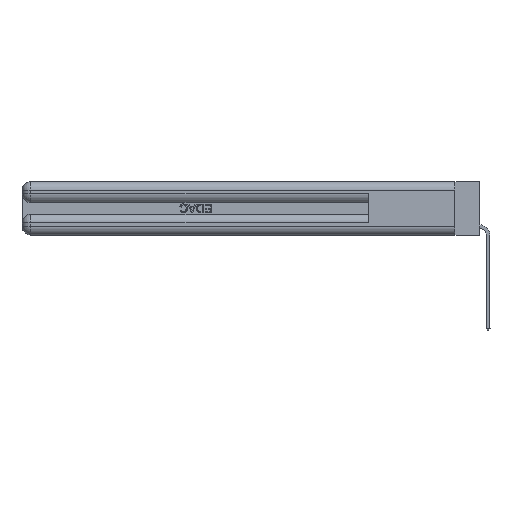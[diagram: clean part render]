
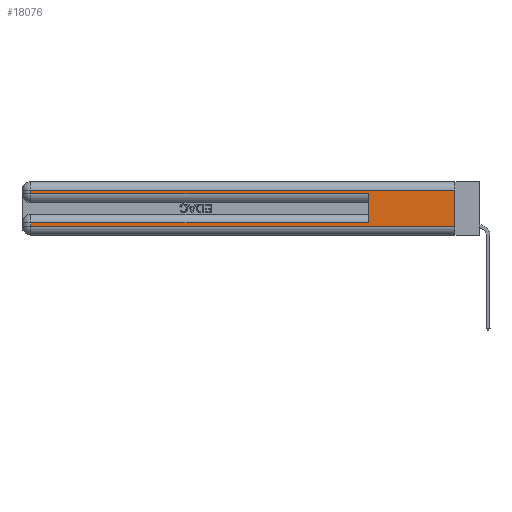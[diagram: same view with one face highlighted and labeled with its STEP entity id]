
A CAD part, left-side view. The second image highlights one B-rep face of the part: STEP entity #18076.
In plain terms, the highlighted planar face has unit normal (-1, 0, 0).
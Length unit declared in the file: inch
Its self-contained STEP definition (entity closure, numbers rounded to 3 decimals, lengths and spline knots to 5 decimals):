
#1050 = VECTOR ( 'NONE', #6519, 39.37008 ) ;
#1159 = DIRECTION ( 'NONE',  ( 0., 1., 0. ) ) ;
#1292 = ORIENTED_EDGE ( 'NONE', *, *, #6266, .T. ) ;
#1314 = EDGE_CURVE ( 'NONE', #12429, #22760, #3730, .T. ) ;
#2115 = VERTEX_POINT ( 'NONE', #17950 ) ;
#3730 = LINE ( 'NONE', #12837, #18892 ) ;
#4231 = CARTESIAN_POINT ( 'NONE',  ( 0., 0., 0.06 ) ) ;
#4906 = CARTESIAN_POINT ( 'NONE',  ( 0., 0., 0.37 ) ) ;
#5516 = EDGE_CURVE ( 'NONE', #22760, #27880, #17676, .T. ) ;
#5557 = LINE ( 'NONE', #18781, #18008 ) ;
#6266 = EDGE_CURVE ( 'NONE', #20061, #25325, #21883, .T. ) ;
#6519 = DIRECTION ( 'NONE',  ( 0., 0., -1. ) ) ;
#6811 = DIRECTION ( 'NONE',  ( 1., 0., 0. ) ) ;
#6950 = PLANE ( 'NONE',  #18519 ) ;
#7424 = CARTESIAN_POINT ( 'NONE',  ( 0., 2.94, 0.31 ) ) ;
#8705 = LINE ( 'NONE', #17324, #14671 ) ;
#8745 = VECTOR ( 'NONE', #1159, 39.37008 ) ;
#9084 = VECTOR ( 'NONE', #27269, 39.37008 ) ;
#9124 = CARTESIAN_POINT ( 'NONE',  ( 0., 0., 0.31 ) ) ;
#9578 = EDGE_CURVE ( 'NONE', #20061, #19731, #25751, .T. ) ;
#10131 = LINE ( 'NONE', #27991, #11425 ) ;
#11116 = CARTESIAN_POINT ( 'NONE',  ( 0., 0., 0.37 ) ) ;
#11263 = DIRECTION ( 'NONE',  ( 0., 0., -1. ) ) ;
#11425 = VECTOR ( 'NONE', #16512, 39.37008 ) ;
#11431 = ORIENTED_EDGE ( 'NONE', *, *, #5516, .T. ) ;
#12429 = VERTEX_POINT ( 'NONE', #21869 ) ;
#12837 = CARTESIAN_POINT ( 'NONE',  ( 0., 0., 0.085 ) ) ;
#13157 = CARTESIAN_POINT ( 'NONE',  ( 0., 2.94, 0.085 ) ) ;
#13414 = EDGE_CURVE ( 'NONE', #27880, #19731, #10131, .T. ) ;
#13638 = CARTESIAN_POINT ( 'NONE',  ( 0., 0.6, 0.285 ) ) ;
#14626 = DIRECTION ( 'NONE',  ( 0., 0., 1. ) ) ;
#14671 = VECTOR ( 'NONE', #26423, 39.37008 ) ;
#15222 = VERTEX_POINT ( 'NONE', #13638 ) ;
#15369 = CARTESIAN_POINT ( 'NONE',  ( 0., 0., 0.285 ) ) ;
#16084 = CARTESIAN_POINT ( 'NONE',  ( 0., 2.94, 0.06 ) ) ;
#16512 = DIRECTION ( 'NONE',  ( 0., -1., 0. ) ) ;
#17175 = ORIENTED_EDGE ( 'NONE', *, *, #21627, .T. ) ;
#17324 = CARTESIAN_POINT ( 'NONE',  ( 0., 2.94, 0.37 ) ) ;
#17676 = LINE ( 'NONE', #26764, #1050 ) ;
#17924 = VECTOR ( 'NONE', #23050, 39.37008 ) ;
#17950 = CARTESIAN_POINT ( 'NONE',  ( 0., 2.94, 0.285 ) ) ;
#18008 = VECTOR ( 'NONE', #14626, 39.37008 ) ;
#18076 = ADVANCED_FACE ( 'NONE', ( #20183 ), #6950, .F. ) ;
#18519 = AXIS2_PLACEMENT_3D ( 'NONE', #11116, #6811, #11263 ) ;
#18781 = CARTESIAN_POINT ( 'NONE',  ( 0., 0.6, 0.145 ) ) ;
#18892 = VECTOR ( 'NONE', #21458, 39.37008 ) ;
#19106 = ORIENTED_EDGE ( 'NONE', *, *, #1314, .T. ) ;
#19558 = ORIENTED_EDGE ( 'NONE', *, *, #23106, .F. ) ;
#19731 = VERTEX_POINT ( 'NONE', #4231 ) ;
#20061 = VERTEX_POINT ( 'NONE', #9124 ) ;
#20117 = EDGE_CURVE ( 'NONE', #2115, #15222, #20118, .T. ) ;
#20118 = LINE ( 'NONE', #15369, #9084 ) ;
#20183 = FACE_OUTER_BOUND ( 'NONE', #24566, .T. ) ;
#20646 = ORIENTED_EDGE ( 'NONE', *, *, #13414, .T. ) ;
#21458 = DIRECTION ( 'NONE',  ( 0., 1., 0. ) ) ;
#21583 = CARTESIAN_POINT ( 'NONE',  ( 0., 0., 0.31 ) ) ;
#21627 = EDGE_CURVE ( 'NONE', #25325, #2115, #8705, .T. ) ;
#21869 = CARTESIAN_POINT ( 'NONE',  ( 0., 0.6, 0.085 ) ) ;
#21883 = LINE ( 'NONE', #21583, #8745 ) ;
#22098 = ORIENTED_EDGE ( 'NONE', *, *, #9578, .F. ) ;
#22760 = VERTEX_POINT ( 'NONE', #13157 ) ;
#23050 = DIRECTION ( 'NONE',  ( 0., 0., -1. ) ) ;
#23106 = EDGE_CURVE ( 'NONE', #12429, #15222, #5557, .T. ) ;
#24566 = EDGE_LOOP ( 'NONE', ( #22098, #1292, #17175, #26193, #19558, #19106, #11431, #20646 ) ) ;
#25325 = VERTEX_POINT ( 'NONE', #7424 ) ;
#25751 = LINE ( 'NONE', #4906, #17924 ) ;
#26193 = ORIENTED_EDGE ( 'NONE', *, *, #20117, .T. ) ;
#26423 = DIRECTION ( 'NONE',  ( 0., 0., -1. ) ) ;
#26764 = CARTESIAN_POINT ( 'NONE',  ( 0., 2.94, 0.37 ) ) ;
#27269 = DIRECTION ( 'NONE',  ( 0., -1., 0. ) ) ;
#27880 = VERTEX_POINT ( 'NONE', #16084 ) ;
#27991 = CARTESIAN_POINT ( 'NONE',  ( 0., 0., 0.06 ) ) ;
